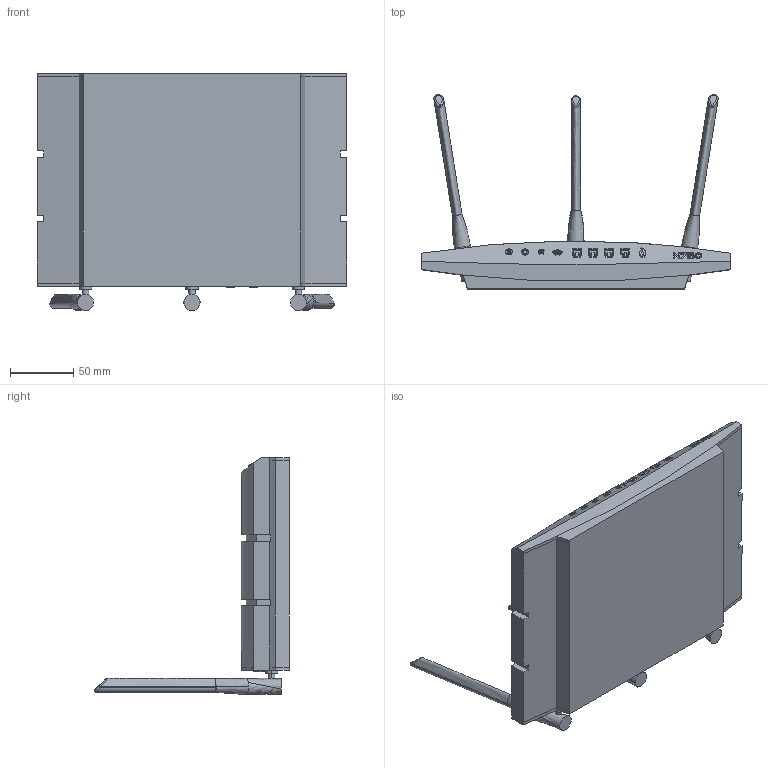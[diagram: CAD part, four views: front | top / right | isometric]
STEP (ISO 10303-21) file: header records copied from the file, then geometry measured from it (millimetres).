
FILE_DESCRIPTION (( 'STEP AP203' ), '1' );
FILE_NAME ('TP-LINK MODEM.STEP', '2024-09-15T04:09:35', ( '' ), ( '' ), 'SwSTEP 2.0', 'SolidWorks 2018', '' );
FILE_SCHEMA (( 'CONFIG_CONTROL_DESIGN' ));
Length unit declared in the file: millimetre
Products named in the file (4): TP-LINK MODEM; RJ-45; Router; Usb
Assembly tree (8 placements, depth 2):
  TP-LINK MODEM
    Router
    RJ-45  x5
    Usb  x2
Bounding box: 243.84 x 153.33 x 186.69 mm (x, y, z)
Volume: 1071400.4 mm3; surface area: 224483.4 mm2
Topology: 8 solids, 8 shells, 1595 faces, 4370 edges, 2816 vertices
Faces by surface type: plane 966, cylinder 329, torus 200, bspline 84, cone 10, sphere 6
Entity records: 31919 total; most frequent: CARTESIAN_POINT 14320, ORIENTED_EDGE 3920, DIRECTION 2995, EDGE_CURVE 1960, VERTEX_POINT 1286, VECTOR 1053, LINE 1053, AXIS2_PLACEMENT_3D 971
